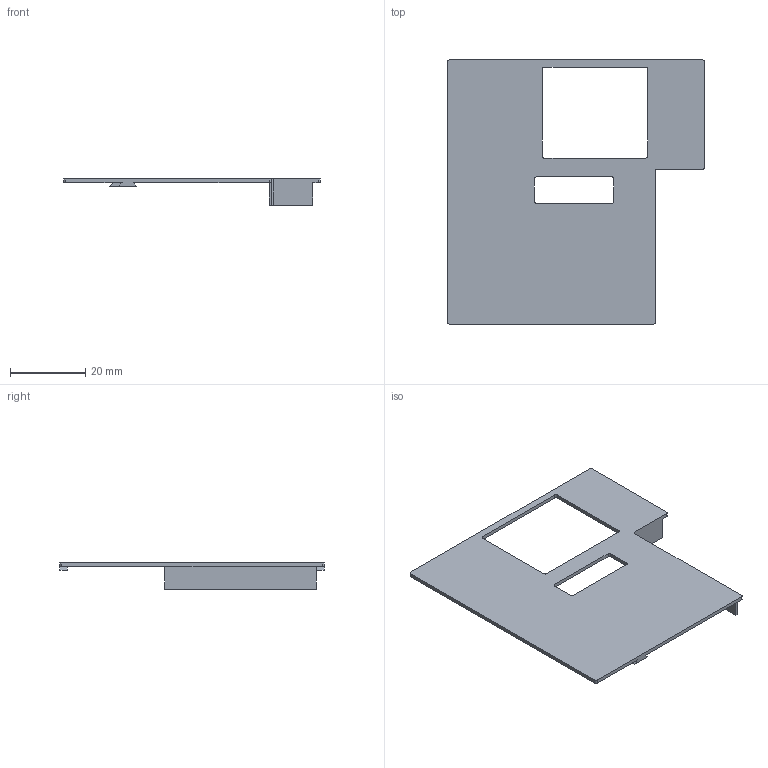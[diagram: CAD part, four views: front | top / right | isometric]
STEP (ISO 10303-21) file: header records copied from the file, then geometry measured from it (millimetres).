
FILE_DESCRIPTION(/* description */ (''),/* implementation_level */ '2;1');
FILE_NAME(/* name */ 'ESP player top.step',/* time_stamp */ '2025-12-13T21:25:59+06:00',/* author */ (''),/* organization */ (''),/* preprocessor_version */ 'ST-DEVELOPER v20.1',/* originating_system */ 'Autodesk Translation Framework v14.21.0.0',/* authorisation */ '');
FILE_SCHEMA (('AUTOMOTIVE_DESIGN { 1 0 10303 214 3 1 1 }'));
Length unit declared in the file: millimetre
Products named in the file (1): 2025-12-13-21-25-59-225
Bounding box: 68 x 70 x 7 mm (x, y, z)
Volume: 3636.4 mm3; surface area: 7902.9 mm2
Topology: 1 solids, 1 shells, 43 faces, 123 edges, 82 vertices
Faces by surface type: plane 29, cylinder 14
Entity records: 1446 total; most frequent: CARTESIAN_POINT 249, ORIENTED_EDGE 246, DIRECTION 239, EDGE_CURVE 123, LINE 95, VECTOR 95, VERTEX_POINT 82, AXIS2_PLACEMENT_3D 72
